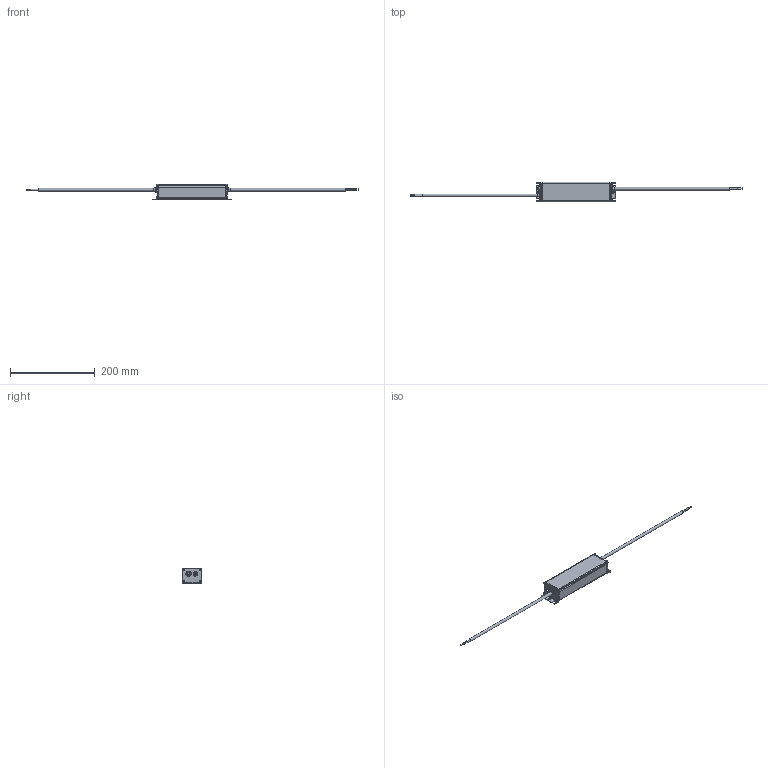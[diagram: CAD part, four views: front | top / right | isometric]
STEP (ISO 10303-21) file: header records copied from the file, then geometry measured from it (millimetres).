
FILE_DESCRIPTION(('STEP AP214'), '1');
FILE_NAME('ﾈﾏﾑ 100-1050ﾒﾐ(700-1050I, 60-95U) IP67 5203', '', ('UNSPECIFIED'), ('UNSPECIFIED'), 'C3D Converter', 'C3D Toolkit', '');
FILE_SCHEMA(('AUTOMOTIVE_DESIGN { 1 0 10303 214 3 1 1}'));
Length unit declared in the file: millimetre
Products named in the file (1): ИПС 100-1050ТР (700-1050I, 60-95U) 5203
Bounding box: 784 x 47 x 35.5 mm (x, y, z)
Volume: 272479.1 mm3; surface area: 50465.3 mm2
Topology: 1 solids, 1 shells, 494 faces, 1274 edges, 800 vertices
Faces by surface type: plane 262, cylinder 101, cone 63, bspline 32, torus 28, sphere 8
Full cylindrical faces by diameter (mm): 1.2 x5, 2.15 x1, 2.4 x5, 4.8 x1, 5 x2, 5.6 x8, 6.5 x1, 6.8 x1, 7 x1, 10.2 x2, 10.9 x2
Entity records: 21140 total; most frequent: CARTESIAN_POINT 5447, DIRECTION 2444, ORIENTED_EDGE 2380, EDGE_CURVE 1190, AXIS2_PLACEMENT_3D 939, VERTEX_POINT 800, EDGE_LOOP 600, LINE 566
